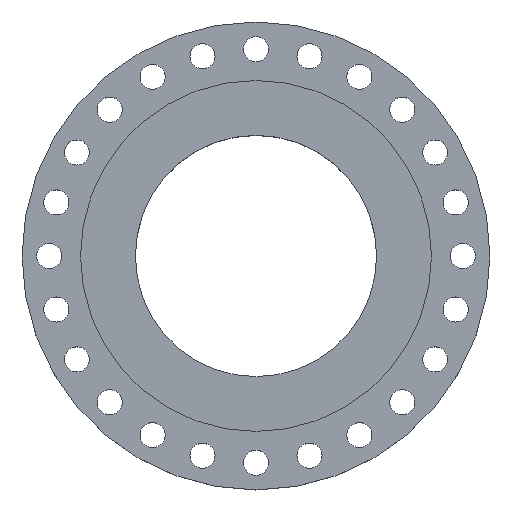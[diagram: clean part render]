
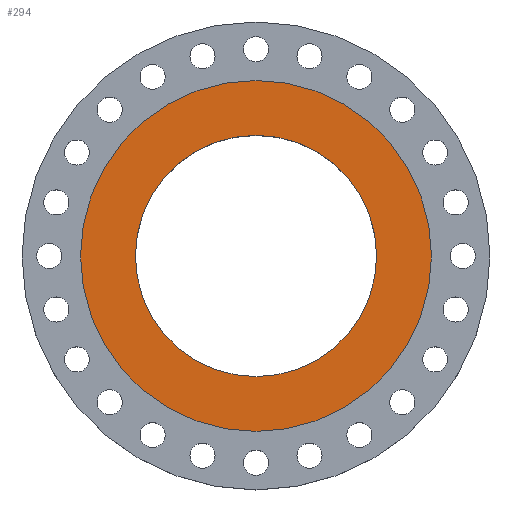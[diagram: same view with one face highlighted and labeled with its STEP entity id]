
A CAD part, top view. The second image highlights one B-rep face of the part: STEP entity #294.
In plain terms, the highlighted planar face has unit normal (0, 0, 1).
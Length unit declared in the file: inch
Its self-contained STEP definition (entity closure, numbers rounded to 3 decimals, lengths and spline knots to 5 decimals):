
#10 = AXIS2_PLACEMENT_3D ( 'NONE', #690, #730, #1429 ) ;
#61 = DIRECTION ( 'NONE',  ( 0., 0., -1. ) ) ;
#99 = PLANE ( 'NONE',  #2168 ) ;
#239 = VERTEX_POINT ( 'NONE', #875 ) ;
#250 = EDGE_CURVE ( 'NONE', #2115, #1528, #2089, .T. ) ;
#294 = ADVANCED_FACE ( 'NONE', ( #2317, #1892 ), #99, .F. ) ;
#296 = DIRECTION ( 'NONE',  ( 1., 0., 0. ) ) ;
#380 = AXIS2_PLACEMENT_3D ( 'NONE', #1054, #1962, #296 ) ;
#485 = CARTESIAN_POINT ( 'NONE',  ( -10.5, 0., 0. ) ) ;
#594 = CARTESIAN_POINT ( 'NONE',  ( 0., 0., 0. ) ) ;
#610 = EDGE_LOOP ( 'NONE', ( #1174, #2350 ) ) ;
#690 = CARTESIAN_POINT ( 'NONE',  ( 0., 0., 0. ) ) ;
#716 = EDGE_LOOP ( 'NONE', ( #847, #1516 ) ) ;
#730 = DIRECTION ( 'NONE',  ( 0., 0., 1. ) ) ;
#827 = EDGE_CURVE ( 'NONE', #1645, #239, #2126, .T. ) ;
#847 = ORIENTED_EDGE ( 'NONE', *, *, #827, .F. ) ;
#875 = CARTESIAN_POINT ( 'NONE',  ( -7.21875, 0., 0. ) ) ;
#968 = DIRECTION ( 'NONE',  ( -1., 0., 0. ) ) ;
#996 = CIRCLE ( 'NONE', #1316, 10.5 ) ;
#1001 = CARTESIAN_POINT ( 'NONE',  ( 0., 7.21875, 0. ) ) ;
#1054 = CARTESIAN_POINT ( 'NONE',  ( 0., 0., 0. ) ) ;
#1162 = CARTESIAN_POINT ( 'NONE',  ( 10.5, 0., 0. ) ) ;
#1174 = ORIENTED_EDGE ( 'NONE', *, *, #1274, .T. ) ;
#1274 = EDGE_CURVE ( 'NONE', #1528, #2115, #996, .T. ) ;
#1316 = AXIS2_PLACEMENT_3D ( 'NONE', #594, #1321, #1330 ) ;
#1321 = DIRECTION ( 'NONE',  ( 0., 0., 1. ) ) ;
#1330 = DIRECTION ( 'NONE',  ( 1., 0., 0. ) ) ;
#1417 = CARTESIAN_POINT ( 'NONE',  ( 0., 0., 0. ) ) ;
#1429 = DIRECTION ( 'NONE',  ( 1., 0., 0. ) ) ;
#1516 = ORIENTED_EDGE ( 'NONE', *, *, #1609, .F. ) ;
#1528 = VERTEX_POINT ( 'NONE', #1162 ) ;
#1550 = DIRECTION ( 'NONE',  ( 1., 0., 0. ) ) ;
#1559 = CARTESIAN_POINT ( 'NONE',  ( 7.21875, 0., 0. ) ) ;
#1609 = EDGE_CURVE ( 'NONE', #239, #1645, #1894, .T. ) ;
#1645 = VERTEX_POINT ( 'NONE', #1559 ) ;
#1782 = DIRECTION ( 'NONE',  ( 0., 0., 1. ) ) ;
#1892 = FACE_OUTER_BOUND ( 'NONE', #610, .T. ) ;
#1894 = CIRCLE ( 'NONE', #1929, 7.21875 ) ;
#1929 = AXIS2_PLACEMENT_3D ( 'NONE', #1417, #1782, #1550 ) ;
#1962 = DIRECTION ( 'NONE',  ( 0., 0., 1. ) ) ;
#2089 = CIRCLE ( 'NONE', #10, 10.5 ) ;
#2115 = VERTEX_POINT ( 'NONE', #485 ) ;
#2126 = CIRCLE ( 'NONE', #380, 7.21875 ) ;
#2168 = AXIS2_PLACEMENT_3D ( 'NONE', #1001, #61, #968 ) ;
#2317 = FACE_BOUND ( 'NONE', #716, .T. ) ;
#2350 = ORIENTED_EDGE ( 'NONE', *, *, #250, .T. ) ;
